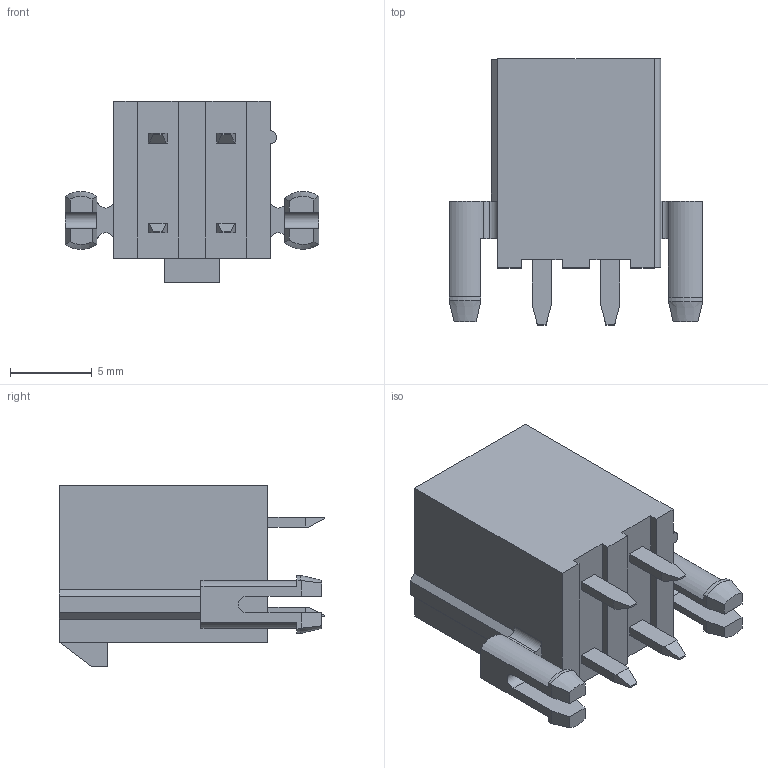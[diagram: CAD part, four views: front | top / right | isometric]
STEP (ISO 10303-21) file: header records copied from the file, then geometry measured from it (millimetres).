
FILE_DESCRIPTION((''),'2;1');
FILE_NAME('460150403','2013-09-25T',('me'),(''),'PRO/ENGINEER BY PARAMETRIC TECHNOLOGY CORPORATION, 2011490','PRO/ENGINEER BY PARAMETRIC TECHNOLOGY CORPORATION, 2011490','');
FILE_SCHEMA(('CONFIG_CONTROL_DESIGN'));
Length unit declared in the file: millimetre
Products named in the file (1): 460150403
Bounding box: 15.55 x 16.3 x 11.1 mm (x, y, z)
Volume: 792.6 mm3; surface area: 1540 mm2
Topology: 1 solids, 1 shells, 152 faces, 415 edges, 280 vertices
Faces by surface type: plane 129, cylinder 19, cone 4
Entity records: 4790 total; most frequent: CARTESIAN_POINT 865, ORIENTED_EDGE 802, DIRECTION 769, EDGE_CURVE 401, VECTOR 345, LINE 345, VERTEX_POINT 264, AXIS2_PLACEMENT_3D 212
